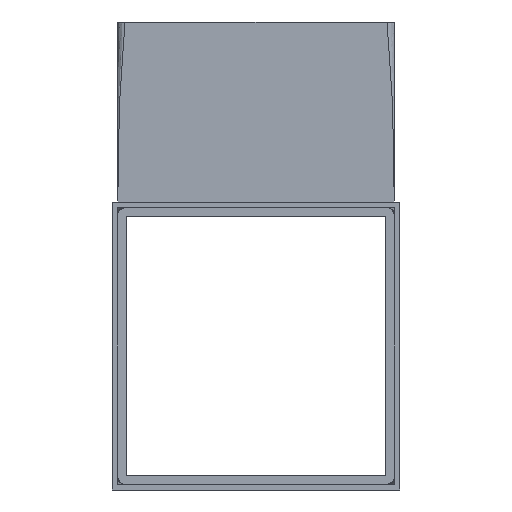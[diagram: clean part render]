
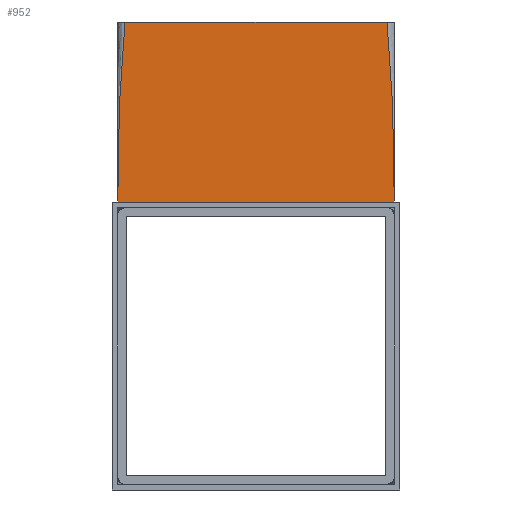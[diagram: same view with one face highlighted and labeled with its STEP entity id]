
A CAD part, left-side view. The second image highlights one B-rep face of the part: STEP entity #952.
In plain terms, the highlighted planar face has unit normal (-1, 0, 0).
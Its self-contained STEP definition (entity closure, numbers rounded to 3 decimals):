
#36 = B_SPLINE_CURVE_WITH_KNOTS ( 'NONE', 3,
 ( #1224, #224, #1466, #1229, #1598, #1331, #967 ),
 .UNSPECIFIED., .F., .F.,
 ( 4, 3, 4 ),
 ( 0., 0.012, 0.025 ),
 .UNSPECIFIED. ) ;
#106 = CARTESIAN_POINT ( 'NONE',  ( -19.2, 1.067, 36.667 ) ) ;
#127 = LINE ( 'NONE', #613, #1235 ) ;
#129 = CARTESIAN_POINT ( 'NONE',  ( -19.2, 0.933, 28.333 ) ) ;
#188 = PLANE ( 'NONE',  #992 ) ;
#189 = EDGE_LOOP ( 'NONE', ( #1554, #558, #385, #1415 ) ) ;
#196 = CARTESIAN_POINT ( 'NONE',  ( -19.2, 38.2, 45. ) ) ;
#224 = CARTESIAN_POINT ( 'NONE',  ( -19.2, 38.2, 40.833 ) ) ;
#319 = CARTESIAN_POINT ( 'NONE',  ( -19.2, 1.8, 45. ) ) ;
#355 = CARTESIAN_POINT ( 'NONE',  ( -19.2, 39.2, 45. ) ) ;
#358 = CARTESIAN_POINT ( 'NONE',  ( -19.2, 1., 32.5 ) ) ;
#385 = ORIENTED_EDGE ( 'NONE', *, *, #506, .F. ) ;
#432 = DIRECTION ( 'NONE',  ( 0., 0., -1. ) ) ;
#476 = VERTEX_POINT ( 'NONE', #722 ) ;
#482 = DIRECTION ( 'NONE',  ( 0., -1., 0. ) ) ;
#498 = CARTESIAN_POINT ( 'NONE',  ( -19.2, 1.8, 40.833 ) ) ;
#506 = EDGE_CURVE ( 'NONE', #1560, #1154, #593, .T. ) ;
#558 = ORIENTED_EDGE ( 'NONE', *, *, #1316, .T. ) ;
#593 = LINE ( 'NONE', #355, #863 ) ;
#613 = CARTESIAN_POINT ( 'NONE',  ( -19.2, 39.2, 20. ) ) ;
#722 = CARTESIAN_POINT ( 'NONE',  ( -19.2, 0.8, 20. ) ) ;
#738 = CARTESIAN_POINT ( 'NONE',  ( -19.2, 0.867, 24.167 ) ) ;
#863 = VECTOR ( 'NONE', #482, 1000. ) ;
#952 = ADVANCED_FACE ( 'NONE', ( #1056 ), #188, .F. ) ;
#967 = CARTESIAN_POINT ( 'NONE',  ( -19.2, 39.2, 20. ) ) ;
#990 = CARTESIAN_POINT ( 'NONE',  ( -19.2, 1.8, 45. ) ) ;
#992 = AXIS2_PLACEMENT_3D ( 'NONE', #1565, #1449, #432 ) ;
#1056 = FACE_OUTER_BOUND ( 'NONE', #189, .T. ) ;
#1079 = VERTEX_POINT ( 'NONE', #1555 ) ;
#1088 = B_SPLINE_CURVE_WITH_KNOTS ( 'NONE', 3,
 ( #1592, #738, #129, #358, #106, #498, #990 ),
 .UNSPECIFIED., .F., .F.,
 ( 4, 3, 4 ),
 ( -0.05, -0.037, -0.025 ),
 .UNSPECIFIED. ) ;
#1136 = DIRECTION ( 'NONE',  ( 0., -1., 0. ) ) ;
#1154 = VERTEX_POINT ( 'NONE', #319 ) ;
#1223 = EDGE_CURVE ( 'NONE', #1079, #476, #127, .T. ) ;
#1224 = CARTESIAN_POINT ( 'NONE',  ( -19.2, 38.2, 45. ) ) ;
#1229 = CARTESIAN_POINT ( 'NONE',  ( -19.2, 39., 32.5 ) ) ;
#1235 = VECTOR ( 'NONE', #1136, 1000. ) ;
#1305 = EDGE_CURVE ( 'NONE', #1560, #1079, #36, .T. ) ;
#1316 = EDGE_CURVE ( 'NONE', #476, #1154, #1088, .T. ) ;
#1331 = CARTESIAN_POINT ( 'NONE',  ( -19.2, 39.133, 24.167 ) ) ;
#1415 = ORIENTED_EDGE ( 'NONE', *, *, #1305, .T. ) ;
#1449 = DIRECTION ( 'NONE',  ( 1., 0., 0. ) ) ;
#1466 = CARTESIAN_POINT ( 'NONE',  ( -19.2, 38.933, 36.667 ) ) ;
#1554 = ORIENTED_EDGE ( 'NONE', *, *, #1223, .T. ) ;
#1555 = CARTESIAN_POINT ( 'NONE',  ( -19.2, 39.2, 20. ) ) ;
#1560 = VERTEX_POINT ( 'NONE', #196 ) ;
#1565 = CARTESIAN_POINT ( 'NONE',  ( -19.2, 39.2, 45. ) ) ;
#1592 = CARTESIAN_POINT ( 'NONE',  ( -19.2, 0.8, 20. ) ) ;
#1598 = CARTESIAN_POINT ( 'NONE',  ( -19.2, 39.067, 28.333 ) ) ;
